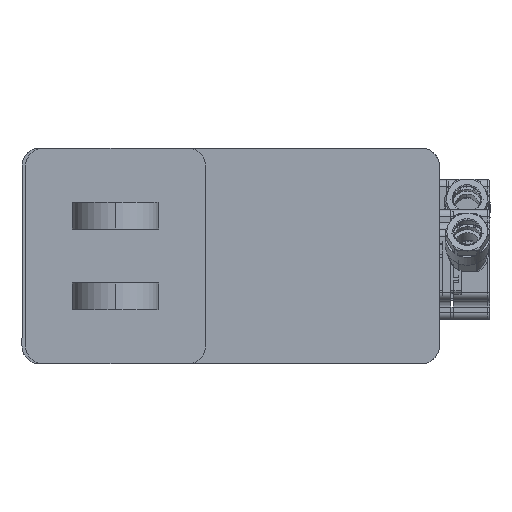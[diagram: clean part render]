
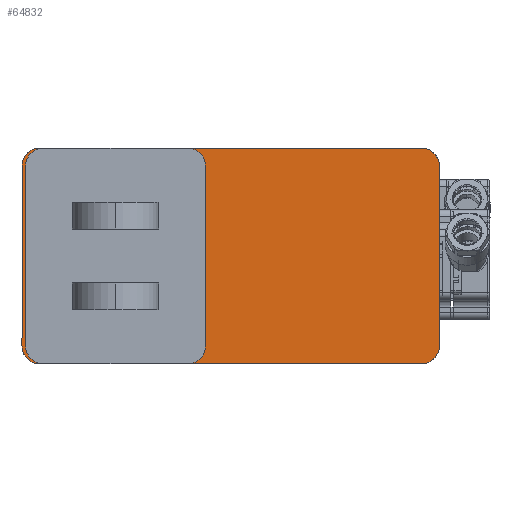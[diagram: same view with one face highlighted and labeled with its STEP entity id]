
A CAD part, front view. The second image highlights one B-rep face of the part: STEP entity #64832.
In plain terms, the highlighted face is planar.
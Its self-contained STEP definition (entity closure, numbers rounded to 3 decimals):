
#563 = DIRECTION ( 'NONE',  ( -1., 0., 0. ) ) ;
#1387 = ORIENTED_EDGE ( 'NONE', *, *, #4034, .T. ) ;
#1640 = DIRECTION ( 'NONE',  ( -1., 0., 0. ) ) ;
#1845 = DIRECTION ( 'NONE',  ( 0., 0., -1. ) ) ;
#2185 = VERTEX_POINT ( 'NONE', #68522 ) ;
#2875 = VERTEX_POINT ( 'NONE', #44517 ) ;
#2883 = VERTEX_POINT ( 'NONE', #55565 ) ;
#3564 = EDGE_CURVE ( 'NONE', #33287, #23655, #68038, .T. ) ;
#4034 = EDGE_CURVE ( 'NONE', #2185, #2875, #49242, .T. ) ;
#4884 = CARTESIAN_POINT ( 'NONE',  ( 25., 21.002, -56. ) ) ;
#5060 = PLANE ( 'NONE',  #14943 ) ;
#6578 = DIRECTION ( 'NONE',  ( 0., 0., -1. ) ) ;
#8842 = VERTEX_POINT ( 'NONE', #34049 ) ;
#10866 = EDGE_CURVE ( 'NONE', #2883, #58231, #16020, .T. ) ;
#13326 = ORIENTED_EDGE ( 'NONE', *, *, #18800, .T. ) ;
#14943 = AXIS2_PLACEMENT_3D ( 'NONE', #26772, #54182, #21454 ) ;
#16020 = LINE ( 'NONE', #37380, #33542 ) ;
#17296 = CARTESIAN_POINT ( 'NONE',  ( 30.002, -84.998, -56. ) ) ;
#18105 = ORIENTED_EDGE ( 'NONE', *, *, #53296, .T. ) ;
#18800 = EDGE_CURVE ( 'NONE', #58231, #2185, #61390, .T. ) ;
#21273 = DIRECTION ( 'NONE',  ( -1., 0., 0. ) ) ;
#21454 = DIRECTION ( 'NONE',  ( -1., 0., 0. ) ) ;
#23655 = VERTEX_POINT ( 'NONE', #61780 ) ;
#24760 = ORIENTED_EDGE ( 'NONE', *, *, #30888, .T. ) ;
#26303 = DIRECTION ( 'NONE',  ( 0., -1., 0. ) ) ;
#26772 = CARTESIAN_POINT ( 'NONE',  ( -25., 21.002, -56. ) ) ;
#29363 = ORIENTED_EDGE ( 'NONE', *, *, #3564, .T. ) ;
#29592 = CARTESIAN_POINT ( 'NONE',  ( -30.002, 21.002, -56. ) ) ;
#30888 = EDGE_CURVE ( 'NONE', #61170, #2883, #57507, .T. ) ;
#31974 = ORIENTED_EDGE ( 'NONE', *, *, #10866, .T. ) ;
#33287 = VERTEX_POINT ( 'NONE', #17296 ) ;
#33542 = VECTOR ( 'NONE', #58395, 1000. ) ;
#33904 = CARTESIAN_POINT ( 'NONE',  ( -25., -84.998, -56. ) ) ;
#34049 = CARTESIAN_POINT ( 'NONE',  ( 30.002, 21.002, -56. ) ) ;
#36290 = LINE ( 'NONE', #53376, #37975 ) ;
#37380 = CARTESIAN_POINT ( 'NONE',  ( -30.002, -84.998, -56. ) ) ;
#37601 = CARTESIAN_POINT ( 'NONE',  ( 25., -84.998, -56. ) ) ;
#37975 = VECTOR ( 'NONE', #26303, 1000. ) ;
#38358 = EDGE_CURVE ( 'NONE', #23655, #61170, #50417, .T. ) ;
#38602 = VECTOR ( 'NONE', #1640, 1000. ) ;
#42860 = DIRECTION ( 'NONE',  ( 1., 0., 0. ) ) ;
#43296 = DIRECTION ( 'NONE',  ( 0., 0., -1. ) ) ;
#43877 = AXIS2_PLACEMENT_3D ( 'NONE', #4884, #70058, #21273 ) ;
#44430 = ORIENTED_EDGE ( 'NONE', *, *, #47615, .T. ) ;
#44517 = CARTESIAN_POINT ( 'NONE',  ( 25., 26.004, -56. ) ) ;
#44656 = DIRECTION ( 'NONE',  ( -1., 0., 0. ) ) ;
#47615 = EDGE_CURVE ( 'NONE', #2875, #8842, #66638, .T. ) ;
#48205 = CARTESIAN_POINT ( 'NONE',  ( -25., 26.004, -56. ) ) ;
#48545 = ORIENTED_EDGE ( 'NONE', *, *, #38358, .T. ) ;
#49242 = LINE ( 'NONE', #48205, #56691 ) ;
#50417 = LINE ( 'NONE', #67859, #38602 ) ;
#50891 = EDGE_LOOP ( 'NONE', ( #13326, #1387, #44430, #18105, #29363, #48545, #24760, #31974 ) ) ;
#53296 = EDGE_CURVE ( 'NONE', #8842, #33287, #36290, .T. ) ;
#53376 = CARTESIAN_POINT ( 'NONE',  ( 30.002, 21.002, -56. ) ) ;
#54182 = DIRECTION ( 'NONE',  ( 0., 0., -1. ) ) ;
#55344 = CARTESIAN_POINT ( 'NONE',  ( -25., 21.002, -56. ) ) ;
#55565 = CARTESIAN_POINT ( 'NONE',  ( -30.002, -84.998, -56. ) ) ;
#55620 = DIRECTION ( 'NONE',  ( -1., 0., 0. ) ) ;
#56691 = VECTOR ( 'NONE', #42860, 1000. ) ;
#57507 = CIRCLE ( 'NONE', #68852, 5.002 ) ;
#58231 = VERTEX_POINT ( 'NONE', #29592 ) ;
#58395 = DIRECTION ( 'NONE',  ( 0., 1., 0. ) ) ;
#61170 = VERTEX_POINT ( 'NONE', #66210 ) ;
#61390 = CIRCLE ( 'NONE', #67037, 5.002 ) ;
#61780 = CARTESIAN_POINT ( 'NONE',  ( 25., -90.001, -56. ) ) ;
#63830 = FACE_OUTER_BOUND ( 'NONE', #50891, .T. ) ;
#64832 = ADVANCED_FACE ( 'NONE', ( #63830 ), #5060, .T. ) ;
#65746 = AXIS2_PLACEMENT_3D ( 'NONE', #37601, #43296, #563 ) ;
#66210 = CARTESIAN_POINT ( 'NONE',  ( -25., -90.001, -56. ) ) ;
#66638 = CIRCLE ( 'NONE', #43877, 5.002 ) ;
#67037 = AXIS2_PLACEMENT_3D ( 'NONE', #55344, #6578, #44656 ) ;
#67859 = CARTESIAN_POINT ( 'NONE',  ( 25., -90.001, -56. ) ) ;
#68038 = CIRCLE ( 'NONE', #65746, 5.002 ) ;
#68522 = CARTESIAN_POINT ( 'NONE',  ( -25., 26.004, -56. ) ) ;
#68852 = AXIS2_PLACEMENT_3D ( 'NONE', #33904, #1845, #55620 ) ;
#70058 = DIRECTION ( 'NONE',  ( 0., 0., -1. ) ) ;
